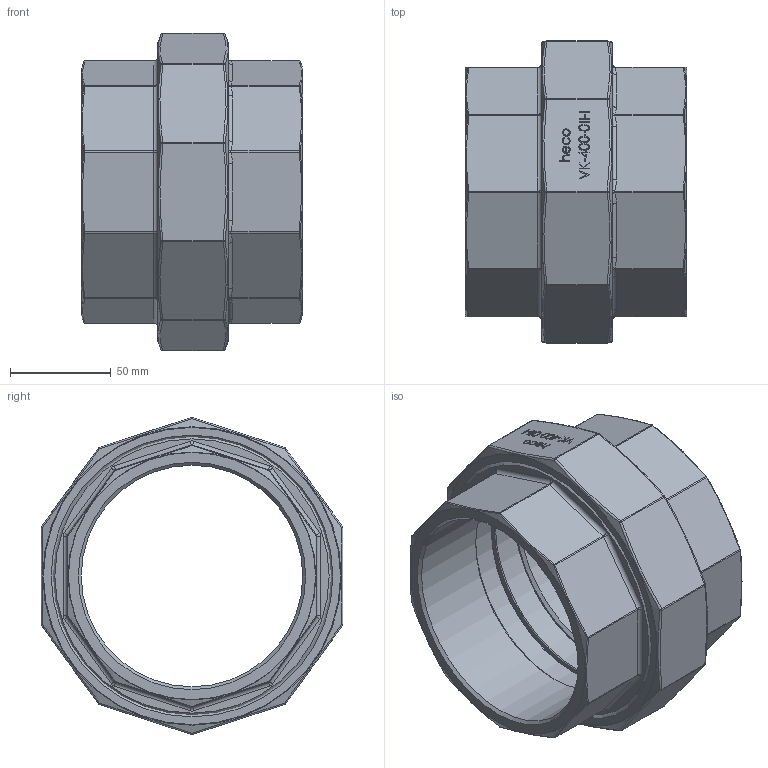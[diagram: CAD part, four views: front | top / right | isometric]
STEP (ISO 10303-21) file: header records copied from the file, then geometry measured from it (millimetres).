
FILE_DESCRIPTION (( 'STEP AP214' ), '1' );
FILE_NAME ('VK-400-0II-I Verschraubung konisch 2202.STEP', '2022-02-15T10:46:58', ( '' ), ( '' ), 'SwSTEP 2.0', 'SolidWorks 2019', '' );
FILE_SCHEMA (( 'AUTOMOTIVE_DESIGN' ));
Length unit declared in the file: millimetre
Products named in the file (1): VK-400-0II-I Verschraubung konisch 2202
Bounding box: 110 x 150 x 157.62 mm (x, y, z)
Volume: 511728.8 mm3; surface area: 144694.3 mm2
Topology: 3 solids, 3 shells, 416 faces, 993 edges, 604 vertices
Faces by surface type: bspline 152, plane 143, cylinder 59, torus 29, sphere 20, cone 13
Full cylindrical faces by diameter (mm): 110.07 x2, 114 x2, 131 x1, 131.5 x1, 136 x1, 136.75 x1, 140 x1
Entity records: 22684 total; most frequent: CARTESIAN_POINT 9753, ORIENTED_EDGE 1862, DIRECTION 1378, EDGE_CURVE 931, VERTEX_POINT 591, AXIS2_PLACEMENT_3D 506, EDGE_LOOP 492, FACE_OUTER_BOUND 444
